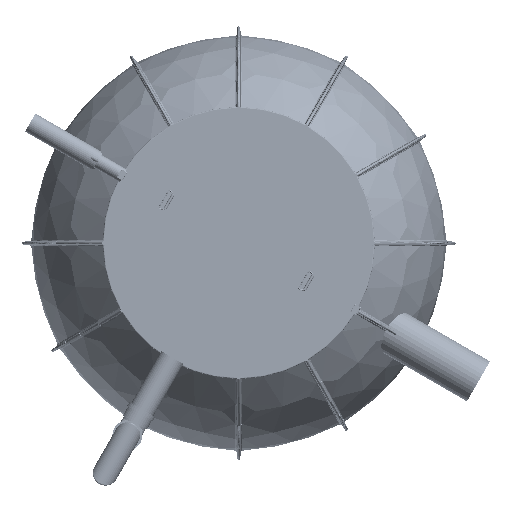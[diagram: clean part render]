
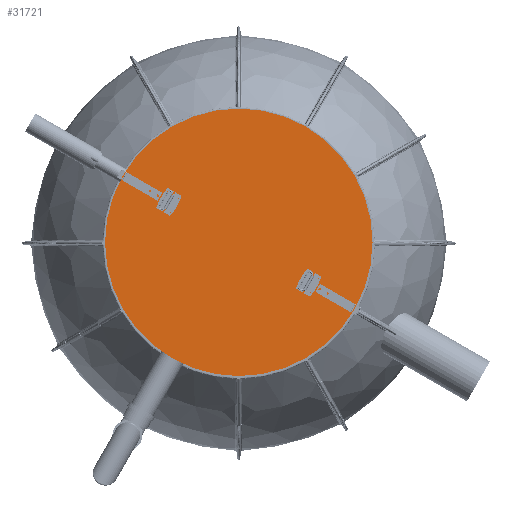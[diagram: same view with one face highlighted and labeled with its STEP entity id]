
A CAD part, top view. The second image highlights one B-rep face of the part: STEP entity #31721.
In plain terms, the highlighted planar face has unit normal (0, 0, 1).
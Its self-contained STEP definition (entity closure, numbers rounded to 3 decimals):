
#3555=PLANE('',#34260);
#7814=CIRCLE('',#34258,580.);
#12401=ORIENTED_EDGE('',*,*,#18589,.F.);
#18589=EDGE_CURVE('',#21932,#21932,#7814,.T.);
#21932=VERTEX_POINT('',#58903);
#25544=EDGE_LOOP('',(#12401));
#28537=FACE_BOUND('',#25544,.T.);
#31721=ADVANCED_FACE('',(#28537),#3555,.F.);
#34258=AXIS2_PLACEMENT_3D('',#58902,#38884,#38885);
#34260=AXIS2_PLACEMENT_3D('',#58906,#38888,#38889);
#38884=DIRECTION('',(0.,0.,-1.));
#38885=DIRECTION('',(1.,0.,0.));
#38888=DIRECTION('',(0.,0.,-1.));
#38889=DIRECTION('',(-1.,0.,0.));
#58902=CARTESIAN_POINT('',(0.,0.,20.));
#58903=CARTESIAN_POINT('',(580.,0.,20.));
#58906=CARTESIAN_POINT('',(0.,0.,20.));
